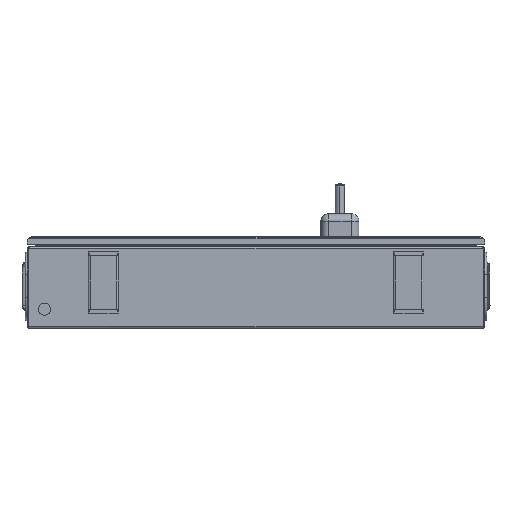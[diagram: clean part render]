
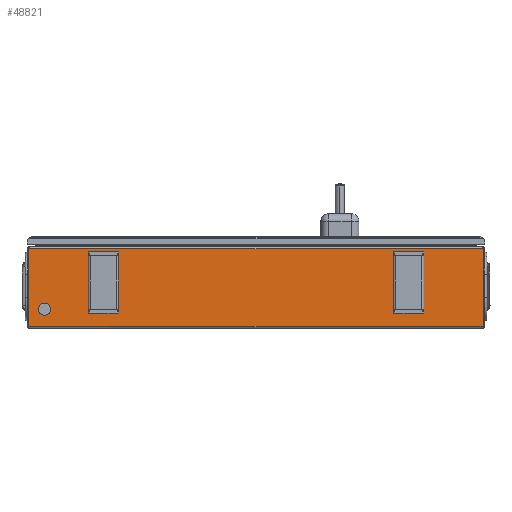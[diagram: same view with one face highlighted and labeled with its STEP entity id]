
A CAD part, front view. The second image highlights one B-rep face of the part: STEP entity #48821.
In plain terms, the highlighted face is planar.
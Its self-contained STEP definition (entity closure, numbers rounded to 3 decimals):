
#700 = EDGE_CURVE ( 'NONE', #9427, #28919, #49660, .T. ) ;
#1047 = CARTESIAN_POINT ( 'NONE',  ( 277., 23.8, -150. ) ) ;
#1260 = EDGE_LOOP ( 'NONE', ( #51244, #15798, #27022, #1279 ) ) ;
#1279 = ORIENTED_EDGE ( 'NONE', *, *, #52172, .T. ) ;
#1780 = CARTESIAN_POINT ( 'NONE',  ( -298.093, 102.86, -150. ) ) ;
#1991 = EDGE_CURVE ( 'NONE', #45320, #21035, #22212, .T. ) ;
#2178 = AXIS2_PLACEMENT_3D ( 'NONE', #12140, #46103, #32303 ) ;
#2610 = CARTESIAN_POINT ( 'NONE',  ( -200., 43.8, -150. ) ) ;
#4647 = CIRCLE ( 'NONE', #41955, 8. ) ;
#4911 = CIRCLE ( 'NONE', #55224, 3.5 ) ;
#4985 = AXIS2_PLACEMENT_3D ( 'NONE', #58109, #18669, #47940 ) ;
#5172 = DIRECTION ( 'NONE',  ( 0., -1., 0. ) ) ;
#5468 = EDGE_CURVE ( 'NONE', #12096, #34995, #27336, .T. ) ;
#5926 = DIRECTION ( 'NONE',  ( 0., 0., -1. ) ) ;
#6113 = AXIS2_PLACEMENT_3D ( 'NONE', #16145, #59792, #44785 ) ;
#6541 = ORIENTED_EDGE ( 'NONE', *, *, #19268, .F. ) ;
#6639 = CARTESIAN_POINT ( 'NONE',  ( -200., 43.8, -150. ) ) ;
#7174 = DIRECTION ( 'NONE',  ( 0., 0., -1. ) ) ;
#7588 = CARTESIAN_POINT ( 'NONE',  ( 298.093, 1.44, -150. ) ) ;
#8023 = CARTESIAN_POINT ( 'NONE',  ( -298.093, 0., -150. ) ) ;
#8036 = CIRCLE ( 'NONE', #4985, 3.5 ) ;
#9155 = ORIENTED_EDGE ( 'NONE', *, *, #14491, .F. ) ;
#9411 = AXIS2_PLACEMENT_3D ( 'NONE', #15342, #29543, #5172 ) ;
#9427 = VERTEX_POINT ( 'NONE', #23679 ) ;
#9760 = DIRECTION ( 'NONE',  ( 0., 1., 0. ) ) ;
#10391 = EDGE_CURVE ( 'NONE', #12312, #41357, #4911, .T. ) ;
#12096 = VERTEX_POINT ( 'NONE', #17977 ) ;
#12140 = CARTESIAN_POINT ( 'NONE',  ( -200., 73.8, -150. ) ) ;
#12312 = VERTEX_POINT ( 'NONE', #47223 ) ;
#13524 = LINE ( 'NONE', #19751, #48474 ) ;
#14109 = ORIENTED_EDGE ( 'NONE', *, *, #1991, .F. ) ;
#14147 = FACE_BOUND ( 'NONE', #17333, .T. ) ;
#14412 = EDGE_LOOP ( 'NONE', ( #27806, #35689 ) ) ;
#14491 = EDGE_CURVE ( 'NONE', #28919, #9427, #49224, .T. ) ;
#15342 = CARTESIAN_POINT ( 'NONE',  ( 0., 0., -150. ) ) ;
#15798 = ORIENTED_EDGE ( 'NONE', *, *, #55309, .F. ) ;
#15951 = EDGE_CURVE ( 'NONE', #59839, #52147, #42229, .T. ) ;
#16069 = CARTESIAN_POINT ( 'NONE',  ( -298.093, 102.86, -150. ) ) ;
#16145 = CARTESIAN_POINT ( 'NONE',  ( 277., 23.8, -150. ) ) ;
#16309 = DIRECTION ( 'NONE',  ( 0., 1., 0. ) ) ;
#16315 = DIRECTION ( 'NONE',  ( 0., 1., 0. ) ) ;
#16933 = DIRECTION ( 'NONE',  ( 0., 1., 0. ) ) ;
#17333 = EDGE_LOOP ( 'NONE', ( #9155, #27822 ) ) ;
#17674 = DIRECTION ( 'NONE',  ( 0., 1., 0. ) ) ;
#17977 = CARTESIAN_POINT ( 'NONE',  ( -200., 77.3, -150. ) ) ;
#18669 = DIRECTION ( 'NONE',  ( 0., 0., -1. ) ) ;
#19268 = EDGE_CURVE ( 'NONE', #37141, #60083, #24488, .T. ) ;
#19634 = ORIENTED_EDGE ( 'NONE', *, *, #38174, .F. ) ;
#19641 = AXIS2_PLACEMENT_3D ( 'NONE', #28998, #34305, #38550 ) ;
#19751 = CARTESIAN_POINT ( 'NONE',  ( 298.093, 0., -150. ) ) ;
#20117 = VERTEX_POINT ( 'NONE', #61790 ) ;
#20395 = CARTESIAN_POINT ( 'NONE',  ( 200., 70.3, -150. ) ) ;
#20567 = DIRECTION ( 'NONE',  ( 0., 1., 0. ) ) ;
#21034 = EDGE_CURVE ( 'NONE', #36788, #20117, #57800, .T. ) ;
#21035 = VERTEX_POINT ( 'NONE', #45347 ) ;
#22043 = AXIS2_PLACEMENT_3D ( 'NONE', #36249, #7174, #16315 ) ;
#22212 = CIRCLE ( 'NONE', #6113, 8. ) ;
#22723 = CARTESIAN_POINT ( 'NONE',  ( 200., 73.8, -150. ) ) ;
#22933 = DIRECTION ( 'NONE',  ( 0., 0., -1. ) ) ;
#23679 = CARTESIAN_POINT ( 'NONE',  ( -200., 40.3, -150. ) ) ;
#24488 = CIRCLE ( 'NONE', #62423, 3.5 ) ;
#25037 = EDGE_LOOP ( 'NONE', ( #14109, #55204 ) ) ;
#25418 = EDGE_CURVE ( 'NONE', #21035, #45320, #4647, .T. ) ;
#27022 = ORIENTED_EDGE ( 'NONE', *, *, #15951, .F. ) ;
#27336 = CIRCLE ( 'NONE', #2178, 3.5 ) ;
#27580 = DIRECTION ( 'NONE',  ( 0., 1., 0. ) ) ;
#27806 = ORIENTED_EDGE ( 'NONE', *, *, #5468, .F. ) ;
#27822 = ORIENTED_EDGE ( 'NONE', *, *, #700, .F. ) ;
#28765 = EDGE_CURVE ( 'NONE', #60083, #37141, #32397, .T. ) ;
#28919 = VERTEX_POINT ( 'NONE', #55407 ) ;
#28998 = CARTESIAN_POINT ( 'NONE',  ( 200., 73.8, -150. ) ) ;
#29349 = FACE_BOUND ( 'NONE', #30240, .T. ) ;
#29543 = DIRECTION ( 'NONE',  ( 0., 0., 1. ) ) ;
#30240 = EDGE_LOOP ( 'NONE', ( #6541, #50889 ) ) ;
#30589 = DIRECTION ( 'NONE',  ( 0., 1., 0. ) ) ;
#32303 = DIRECTION ( 'NONE',  ( 0., 1., 0. ) ) ;
#32313 = CARTESIAN_POINT ( 'NONE',  ( 277., 31.8, -150. ) ) ;
#32397 = CIRCLE ( 'NONE', #19641, 3.5 ) ;
#33371 = AXIS2_PLACEMENT_3D ( 'NONE', #6639, #40795, #30589 ) ;
#34259 = VECTOR ( 'NONE', #49990, 1000. ) ;
#34305 = DIRECTION ( 'NONE',  ( 0., 0., -1. ) ) ;
#34995 = VERTEX_POINT ( 'NONE', #62100 ) ;
#35689 = ORIENTED_EDGE ( 'NONE', *, *, #49359, .F. ) ;
#36249 = CARTESIAN_POINT ( 'NONE',  ( 200., 43.8, -150. ) ) ;
#36788 = VERTEX_POINT ( 'NONE', #1780 ) ;
#37141 = VERTEX_POINT ( 'NONE', #42117 ) ;
#38174 = EDGE_CURVE ( 'NONE', #41357, #12312, #42373, .T. ) ;
#38550 = DIRECTION ( 'NONE',  ( 0., 1., 0. ) ) ;
#38904 = CARTESIAN_POINT ( 'NONE',  ( 0., 1.44, -150. ) ) ;
#40795 = DIRECTION ( 'NONE',  ( 0., 0., -1. ) ) ;
#41357 = VERTEX_POINT ( 'NONE', #45583 ) ;
#41451 = FACE_BOUND ( 'NONE', #25037, .T. ) ;
#41955 = AXIS2_PLACEMENT_3D ( 'NONE', #1047, #54754, #20567 ) ;
#42117 = CARTESIAN_POINT ( 'NONE',  ( 200., 77.3, -150. ) ) ;
#42229 = LINE ( 'NONE', #38904, #52087 ) ;
#42373 = CIRCLE ( 'NONE', #22043, 3.5 ) ;
#44785 = DIRECTION ( 'NONE',  ( 0., 1., 0. ) ) ;
#44953 = CARTESIAN_POINT ( 'NONE',  ( 200., 43.8, -150. ) ) ;
#45320 = VERTEX_POINT ( 'NONE', #32313 ) ;
#45347 = CARTESIAN_POINT ( 'NONE',  ( 277., 15.8, -150. ) ) ;
#45583 = CARTESIAN_POINT ( 'NONE',  ( 200., 40.3, -150. ) ) ;
#45809 = ORIENTED_EDGE ( 'NONE', *, *, #10391, .F. ) ;
#45870 = AXIS2_PLACEMENT_3D ( 'NONE', #2610, #46741, #17674 ) ;
#46103 = DIRECTION ( 'NONE',  ( 0., 0., -1. ) ) ;
#46741 = DIRECTION ( 'NONE',  ( 0., 0., -1. ) ) ;
#47223 = CARTESIAN_POINT ( 'NONE',  ( 200., 47.3, -150. ) ) ;
#47940 = DIRECTION ( 'NONE',  ( 0., 1., 0. ) ) ;
#48474 = VECTOR ( 'NONE', #9760, 1000. ) ;
#48821 = ADVANCED_FACE ( 'NONE', ( #41451, #14147, #58194, #29349, #61924, #56670 ), #58591, .F. ) ;
#48886 = DIRECTION ( 'NONE',  ( 1., 0., 0. ) ) ;
#49224 = CIRCLE ( 'NONE', #33371, 3.5 ) ;
#49351 = LINE ( 'NONE', #8023, #50881 ) ;
#49359 = EDGE_CURVE ( 'NONE', #34995, #12096, #8036, .T. ) ;
#49660 = CIRCLE ( 'NONE', #45870, 3.5 ) ;
#49990 = DIRECTION ( 'NONE',  ( 1., 0., 0. ) ) ;
#50523 = EDGE_LOOP ( 'NONE', ( #45809, #19634 ) ) ;
#50881 = VECTOR ( 'NONE', #16933, 1000. ) ;
#50889 = ORIENTED_EDGE ( 'NONE', *, *, #28765, .F. ) ;
#51244 = ORIENTED_EDGE ( 'NONE', *, *, #21034, .T. ) ;
#52087 = VECTOR ( 'NONE', #48886, 1000. ) ;
#52147 = VERTEX_POINT ( 'NONE', #7588 ) ;
#52172 = EDGE_CURVE ( 'NONE', #59839, #36788, #49351, .T. ) ;
#54754 = DIRECTION ( 'NONE',  ( 0., 0., -1. ) ) ;
#55204 = ORIENTED_EDGE ( 'NONE', *, *, #25418, .F. ) ;
#55224 = AXIS2_PLACEMENT_3D ( 'NONE', #44953, #5926, #16309 ) ;
#55309 = EDGE_CURVE ( 'NONE', #52147, #20117, #13524, .T. ) ;
#55407 = CARTESIAN_POINT ( 'NONE',  ( -200., 47.3, -150. ) ) ;
#56670 = FACE_OUTER_BOUND ( 'NONE', #1260, .T. ) ;
#57800 = LINE ( 'NONE', #16069, #34259 ) ;
#58109 = CARTESIAN_POINT ( 'NONE',  ( -200., 73.8, -150. ) ) ;
#58194 = FACE_BOUND ( 'NONE', #14412, .T. ) ;
#58591 = PLANE ( 'NONE',  #9411 ) ;
#59792 = DIRECTION ( 'NONE',  ( 0., 0., -1. ) ) ;
#59839 = VERTEX_POINT ( 'NONE', #62652 ) ;
#60083 = VERTEX_POINT ( 'NONE', #20395 ) ;
#61790 = CARTESIAN_POINT ( 'NONE',  ( 298.093, 102.86, -150. ) ) ;
#61924 = FACE_BOUND ( 'NONE', #50523, .T. ) ;
#62100 = CARTESIAN_POINT ( 'NONE',  ( -200., 70.3, -150. ) ) ;
#62423 = AXIS2_PLACEMENT_3D ( 'NONE', #22723, #22933, #27580 ) ;
#62652 = CARTESIAN_POINT ( 'NONE',  ( -298.093, 1.44, -150. ) ) ;
